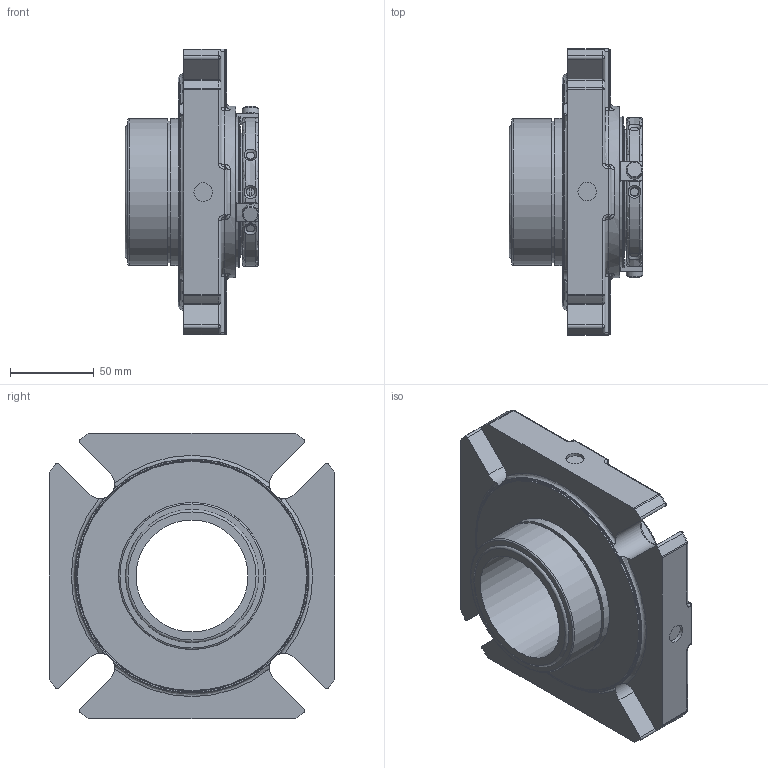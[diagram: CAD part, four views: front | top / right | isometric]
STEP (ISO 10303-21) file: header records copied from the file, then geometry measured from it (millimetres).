
FILE_DESCRIPTION(/* description */ ('Unknown'),/* implementation_level */ '2;1');
FILE_NAME(/* name */ '2.625 CURC ANSI SEAL ARRANGEMENT',/* time_stamp */ '2023-05-16T17:01:20+01:00',/* author */ ('Unknown'),/* organization */ ('Unknown'),/* preprocessor_version */ 'ST-DEVELOPER v18.102',/* originating_system */ 'Solid Edge',/* authorisation */ 'Unknown');
FILE_SCHEMA (('AUTOMOTIVE_DESIGN {1 0 10303 214 3 1 1}'));
Length unit declared in the file: millimetre
Products named in the file (1): 2.625
Bounding box: 79.64 x 170.25 x 170.25 mm (x, y, z)
Volume: 694615.9 mm3; surface area: 121663.3 mm2
Topology: 1 solids, 1 shells, 487 faces, 1262 edges, 777 vertices
Faces by surface type: plane 164, cylinder 138, torus 72, bspline 61, cone 28, sphere 24
Full cylindrical faces by diameter (mm): 4.917 x2, 6 x3, 10 x3, 11 x3, 66.675 x1, 69.825 x1, 77.775 x1, 79.35 x1, 84.277 x1, 87.3 x1, 87.63 x2, 88.849 x1, 90.373 x1, 102 x1, 136.525 x1, 137.16 x1
Entity records: 20076 total; most frequent: CARTESIAN_POINT 5711, ORIENTED_EDGE 2286, DIRECTION 2169, EDGE_CURVE 1143, AXIS2_PLACEMENT_3D 854, VERTEX_POINT 736, EDGE_LOOP 591, FACE_BOUND 591
